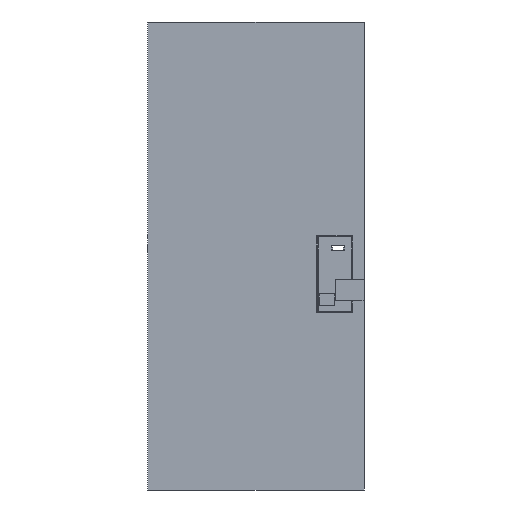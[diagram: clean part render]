
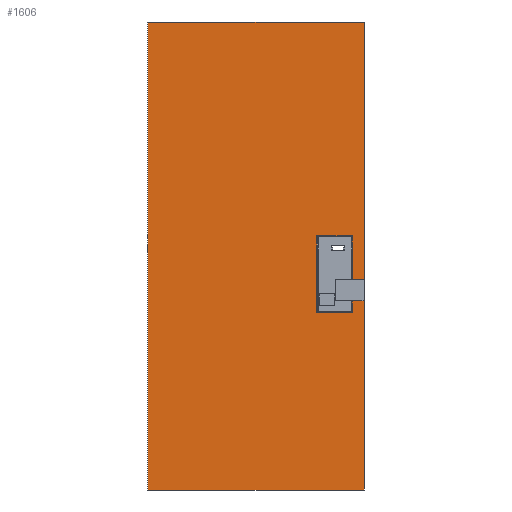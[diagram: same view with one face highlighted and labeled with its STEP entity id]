
A CAD part, left-side view. The second image highlights one B-rep face of the part: STEP entity #1606.
In plain terms, the highlighted planar face has unit normal (-1, 0, 0).
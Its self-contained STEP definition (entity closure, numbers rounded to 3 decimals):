
#148=FACE_OUTER_BOUND('',#242,.T.);
#242=EDGE_LOOP('',(#1355,#1356,#1357,#1358,#1359,#1360,#1361,#1362,#1363,
#1364,#1365,#1366));
#401=LINE('',#2466,#599);
#405=LINE('',#2473,#603);
#408=LINE('',#2479,#606);
#409=LINE('',#2480,#607);
#411=LINE('',#2483,#609);
#412=LINE('',#2486,#610);
#420=LINE('',#2501,#618);
#422=LINE('',#2507,#620);
#426=LINE('',#2515,#624);
#429=LINE('',#2521,#627);
#432=LINE('',#2526,#630);
#433=LINE('',#2527,#631);
#599=VECTOR('',#2025,10.);
#603=VECTOR('',#2031,10.);
#606=VECTOR('',#2036,10.);
#607=VECTOR('',#2037,10.);
#609=VECTOR('',#2041,10.);
#610=VECTOR('',#2044,10.);
#618=VECTOR('',#2056,10.);
#620=VECTOR('',#2062,10.);
#624=VECTOR('',#2068,10.);
#627=VECTOR('',#2073,10.);
#630=VECTOR('',#2078,10.);
#631=VECTOR('',#2079,10.);
#748=VERTEX_POINT('',#2452);
#749=VERTEX_POINT('',#2454);
#753=VERTEX_POINT('',#2463);
#754=VERTEX_POINT('',#2465);
#756=VERTEX_POINT('',#2471);
#758=VERTEX_POINT('',#2477);
#759=VERTEX_POINT('',#2485);
#764=VERTEX_POINT('',#2499);
#765=VERTEX_POINT('',#2505);
#766=VERTEX_POINT('',#2506);
#769=VERTEX_POINT('',#2514);
#771=VERTEX_POINT('',#2520);
#941=EDGE_CURVE('',#754,#753,#401,.T.);
#945=EDGE_CURVE('',#753,#756,#405,.T.);
#948=EDGE_CURVE('',#749,#758,#408,.T.);
#949=EDGE_CURVE('',#756,#748,#409,.T.);
#951=EDGE_CURVE('',#758,#754,#411,.T.);
#952=EDGE_CURVE('',#759,#749,#412,.T.);
#960=EDGE_CURVE('',#748,#764,#420,.T.);
#962=EDGE_CURVE('',#765,#766,#422,.T.);
#966=EDGE_CURVE('',#769,#765,#426,.T.);
#969=EDGE_CURVE('',#771,#769,#429,.T.);
#972=EDGE_CURVE('',#766,#764,#432,.T.);
#973=EDGE_CURVE('',#759,#771,#433,.T.);
#1355=ORIENTED_EDGE('',*,*,#949,.T.);
#1356=ORIENTED_EDGE('',*,*,#960,.T.);
#1357=ORIENTED_EDGE('',*,*,#972,.F.);
#1358=ORIENTED_EDGE('',*,*,#962,.F.);
#1359=ORIENTED_EDGE('',*,*,#966,.F.);
#1360=ORIENTED_EDGE('',*,*,#969,.F.);
#1361=ORIENTED_EDGE('',*,*,#973,.F.);
#1362=ORIENTED_EDGE('',*,*,#952,.T.);
#1363=ORIENTED_EDGE('',*,*,#948,.T.);
#1364=ORIENTED_EDGE('',*,*,#951,.T.);
#1365=ORIENTED_EDGE('',*,*,#941,.T.);
#1366=ORIENTED_EDGE('',*,*,#945,.T.);
#1528=PLANE('',#1737);
#1606=ADVANCED_FACE('',(#148),#1528,.F.);
#1737=AXIS2_PLACEMENT_3D('',#2530,#2083,#2084);
#2025=DIRECTION('',(0.,0.,1.));
#2031=DIRECTION('',(0.,-1.,0.));
#2036=DIRECTION('',(0.,0.,-1.));
#2037=DIRECTION('',(0.,0.,-1.));
#2041=DIRECTION('',(0.,1.,0.));
#2044=DIRECTION('',(0.,1.,0.));
#2056=DIRECTION('',(0.,-1.,0.));
#2062=DIRECTION('',(0.,-1.,0.));
#2068=DIRECTION('',(0.,0.,1.));
#2073=DIRECTION('',(0.,1.,0.));
#2078=DIRECTION('',(0.,0.,-1.));
#2079=DIRECTION('',(0.,0.,-1.));
#2083=DIRECTION('center_axis',(1.,0.,0.));
#2084=DIRECTION('ref_axis',(0.,1.,0.));
#2452=CARTESIAN_POINT('',(0.,50.,890.));
#2454=CARTESIAN_POINT('',(0.,50.,800.));
#2463=CARTESIAN_POINT('',(0.,200.,1075.));
#2465=CARTESIAN_POINT('',(0.,200.,750.));
#2466=CARTESIAN_POINT('',(0.,200.,1032.5));
#2471=CARTESIAN_POINT('',(0.,50.,1075.));
#2473=CARTESIAN_POINT('',(0.,253.5,1075.));
#2477=CARTESIAN_POINT('',(0.,50.,750.));
#2479=CARTESIAN_POINT('',(0.,50.,870.));
#2480=CARTESIAN_POINT('',(0.,50.,870.));
#2483=CARTESIAN_POINT('',(0.,328.5,750.));
#2485=CARTESIAN_POINT('',(0.,0.,800.));
#2486=CARTESIAN_POINT('',(0.,288.5,800.));
#2499=CARTESIAN_POINT('',(0.,0.,890.));
#2501=CARTESIAN_POINT('',(0.,228.5,890.));
#2505=CARTESIAN_POINT('',(0.,914.,1980.));
#2506=CARTESIAN_POINT('',(0.,0.,1980.));
#2507=CARTESIAN_POINT('',(0.,914.,1980.));
#2514=CARTESIAN_POINT('',(0.,914.,0.));
#2515=CARTESIAN_POINT('',(0.,914.,0.));
#2520=CARTESIAN_POINT('',(0.,0.,0.));
#2521=CARTESIAN_POINT('',(0.,0.,0.));
#2526=CARTESIAN_POINT('',(0.,0.,1980.));
#2527=CARTESIAN_POINT('',(0.,0.,1980.));
#2530=CARTESIAN_POINT('Origin',(0.,457.,990.));
